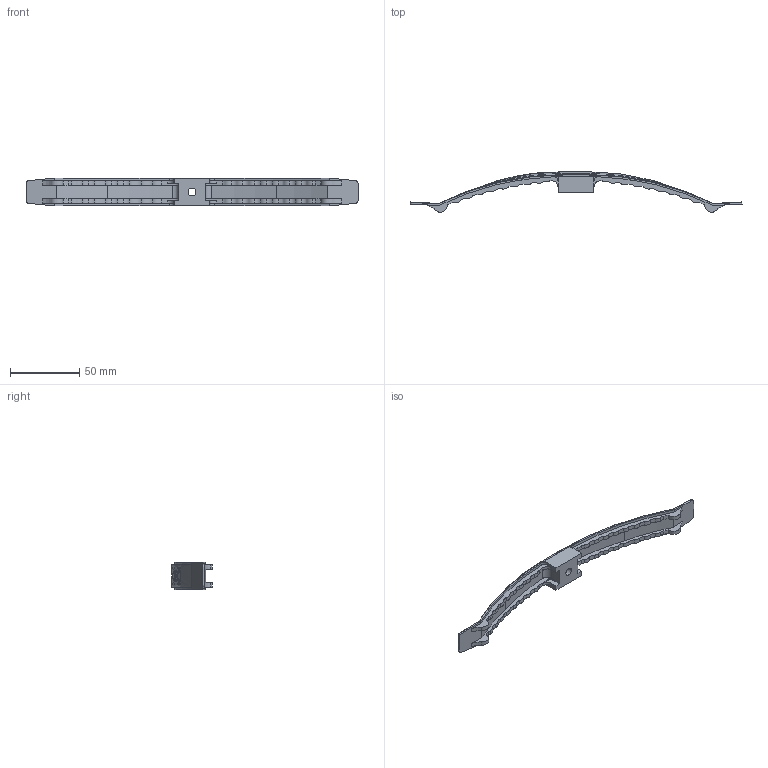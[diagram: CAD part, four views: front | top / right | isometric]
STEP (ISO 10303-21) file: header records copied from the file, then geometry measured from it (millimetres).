
FILE_DESCRIPTION((''),'2;1');
FILE_NAME('2205033','2013-11-15T',('AndreasKeweloh'),(''),'PRO/ENGINEER BY PARAMETRIC TECHNOLOGY CORPORATION, 2012360','PRO/ENGINEER BY PARAMETRIC TECHNOLOGY CORPORATION, 2012360','');
FILE_SCHEMA(('CONFIG_CONTROL_DESIGN'));
Length unit declared in the file: millimetre
Products named in the file (1): 2205033
Bounding box: 240 x 29.42 x 20 mm (x, y, z)
Volume: 20240.6 mm3; surface area: 14831 mm2
Topology: 1 solids, 1 shells, 245 faces, 687 edges, 450 vertices
Faces by surface type: cylinder 145, plane 64, torus 12, bspline 12, extrusion 10, cone 2
Entity records: 8869 total; most frequent: CARTESIAN_POINT 2527, ORIENTED_EDGE 1366, DIRECTION 1297, EDGE_CURVE 683, AXIS2_PLACEMENT_3D 494, VERTEX_POINT 450, VECTOR 309, LINE 299
